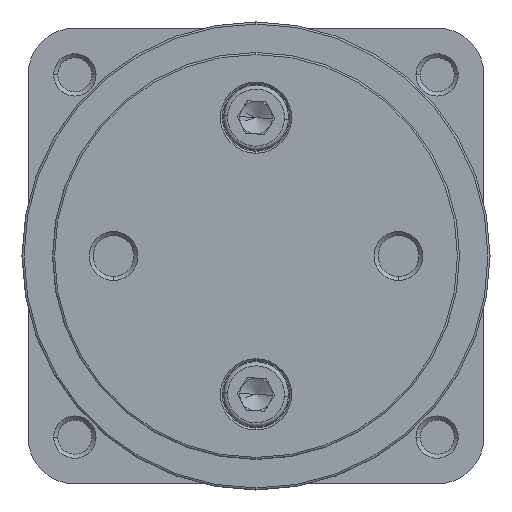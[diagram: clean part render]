
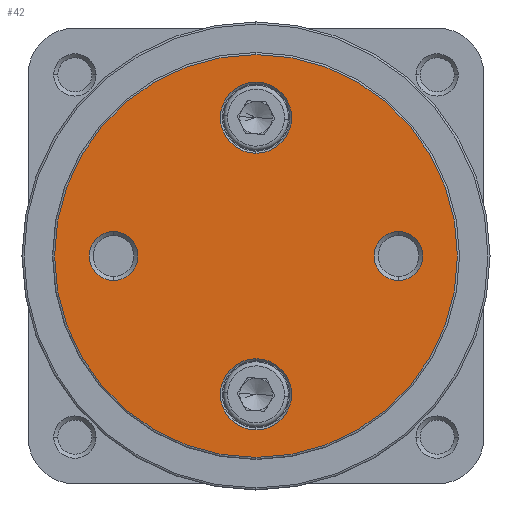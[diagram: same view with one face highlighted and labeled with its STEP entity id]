
A CAD part, left-side view. The second image highlights one B-rep face of the part: STEP entity #42.
In plain terms, the highlighted planar face has unit normal (-1, 0, 0).
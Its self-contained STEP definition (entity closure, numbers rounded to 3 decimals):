
#42 = ADVANCED_FACE ( 'NONE', ( #795, #801, #803, #805, #791 ), #7632, .F. ) ;
#791 = FACE_BOUND ( 'NONE', #1474, .T. ) ;
#795 = FACE_OUTER_BOUND ( 'NONE', #1608, .T. ) ;
#801 = FACE_BOUND ( 'NONE', #1587, .T. ) ;
#803 = FACE_BOUND ( 'NONE', #1499, .T. ) ;
#805 = FACE_BOUND ( 'NONE', #1536, .T. ) ;
#1474 = EDGE_LOOP ( 'NONE', ( #2258, #1903 ) ) ;
#1499 = EDGE_LOOP ( 'NONE', ( #1784, #2218 ) ) ;
#1536 = EDGE_LOOP ( 'NONE', ( #1867, #2186 ) ) ;
#1587 = EDGE_LOOP ( 'NONE', ( #1697, #1811 ) ) ;
#1608 = EDGE_LOOP ( 'NONE', ( #2176, #2182 ) ) ;
#1697 = ORIENTED_EDGE ( 'NONE', *, *, #1943, .T. ) ;
#1784 = ORIENTED_EDGE ( 'NONE', *, *, #2015, .T. ) ;
#1805 = EDGE_CURVE ( 'NONE', #7141, #7142, #4300, .T. ) ;
#1811 = ORIENTED_EDGE ( 'NONE', *, *, #2124, .T. ) ;
#1844 = EDGE_CURVE ( 'NONE', #7142, #7141, #4335, .T. ) ;
#1867 = ORIENTED_EDGE ( 'NONE', *, *, #2080, .T. ) ;
#1903 = ORIENTED_EDGE ( 'NONE', *, *, #2045, .T. ) ;
#1943 = EDGE_CURVE ( 'NONE', #7168, #7167, #4440, .T. ) ;
#1995 = EDGE_CURVE ( 'NONE', #7199, #7200, #4498, .T. ) ;
#2015 = EDGE_CURVE ( 'NONE', #7164, #7163, #4527, .T. ) ;
#2017 = EDGE_CURVE ( 'NONE', #7196, #7195, #4529, .T. ) ;
#2028 = EDGE_CURVE ( 'NONE', #7163, #7164, #4540, .T. ) ;
#2045 = EDGE_CURVE ( 'NONE', #7195, #7196, #4564, .T. ) ;
#2080 = EDGE_CURVE ( 'NONE', #7200, #7199, #4609, .T. ) ;
#2124 = EDGE_CURVE ( 'NONE', #7167, #7168, #4666, .T. ) ;
#2176 = ORIENTED_EDGE ( 'NONE', *, *, #1844, .T. ) ;
#2182 = ORIENTED_EDGE ( 'NONE', *, *, #1805, .T. ) ;
#2186 = ORIENTED_EDGE ( 'NONE', *, *, #1995, .T. ) ;
#2218 = ORIENTED_EDGE ( 'NONE', *, *, #2028, .T. ) ;
#2258 = ORIENTED_EDGE ( 'NONE', *, *, #2017, .T. ) ;
#2365 = AXIS2_PLACEMENT_3D ( 'NONE', #7623, #7635, #7636 ) ;
#2666 = AXIS2_PLACEMENT_3D ( 'NONE', #3239, #3250, #3251 ) ;
#2680 = AXIS2_PLACEMENT_3D ( 'NONE', #3316, #3317, #3318 ) ;
#2723 = AXIS2_PLACEMENT_3D ( 'NONE', #3498, #3504, #3505 ) ;
#2749 = AXIS2_PLACEMENT_3D ( 'NONE', #3610, #3611, #3612 ) ;
#2755 = AXIS2_PLACEMENT_3D ( 'NONE', #3654, #3655, #3656 ) ;
#2758 = AXIS2_PLACEMENT_3D ( 'NONE', #3659, #3660, #3661 ) ;
#2761 = AXIS2_PLACEMENT_3D ( 'NONE', #3680, #3682, #3683 ) ;
#2770 = AXIS2_PLACEMENT_3D ( 'NONE', #3719, #3720, #3721 ) ;
#2782 = AXIS2_PLACEMENT_3D ( 'NONE', #3792, #3795, #3796 ) ;
#2808 = AXIS2_PLACEMENT_3D ( 'NONE', #3890, #3898, #3899 ) ;
#3239 = CARTESIAN_POINT ( 'NONE',  ( 0., 0., 0. ) ) ;
#3250 = DIRECTION ( 'NONE',  ( -1., 0., 0. ) ) ;
#3251 = DIRECTION ( 'NONE',  ( 0., 0., -1. ) ) ;
#3316 = CARTESIAN_POINT ( 'NONE',  ( 0., 0., 0. ) ) ;
#3317 = DIRECTION ( 'NONE',  ( -1., 0., 0. ) ) ;
#3318 = DIRECTION ( 'NONE',  ( 0., 0., -1. ) ) ;
#3498 = CARTESIAN_POINT ( 'NONE',  ( 0., 0., -34. ) ) ;
#3504 = DIRECTION ( 'NONE',  ( 1., 0., 0. ) ) ;
#3505 = DIRECTION ( 'NONE',  ( 0., 0., -1. ) ) ;
#3610 = CARTESIAN_POINT ( 'NONE',  ( 0., -35., 0. ) ) ;
#3611 = DIRECTION ( 'NONE',  ( 1., 0., 0. ) ) ;
#3612 = DIRECTION ( 'NONE',  ( 0., 0., -1. ) ) ;
#3654 = CARTESIAN_POINT ( 'NONE',  ( 0., 0., 34. ) ) ;
#3655 = DIRECTION ( 'NONE',  ( 1., 0., 0. ) ) ;
#3656 = DIRECTION ( 'NONE',  ( 0., 0., -1. ) ) ;
#3659 = CARTESIAN_POINT ( 'NONE',  ( 0., 35., 0. ) ) ;
#3660 = DIRECTION ( 'NONE',  ( 1., 0., 0. ) ) ;
#3661 = DIRECTION ( 'NONE',  ( 0., 0., -1. ) ) ;
#3680 = CARTESIAN_POINT ( 'NONE',  ( 0., 0., 34. ) ) ;
#3682 = DIRECTION ( 'NONE',  ( 1., 0., 0. ) ) ;
#3683 = DIRECTION ( 'NONE',  ( 0., 0., -1. ) ) ;
#3719 = CARTESIAN_POINT ( 'NONE',  ( 0., 35., 0. ) ) ;
#3720 = DIRECTION ( 'NONE',  ( 1., 0., 0. ) ) ;
#3721 = DIRECTION ( 'NONE',  ( 0., 0., -1. ) ) ;
#3792 = CARTESIAN_POINT ( 'NONE',  ( 0., -35., 0. ) ) ;
#3795 = DIRECTION ( 'NONE',  ( 1., 0., 0. ) ) ;
#3796 = DIRECTION ( 'NONE',  ( 0., 0., -1. ) ) ;
#3890 = CARTESIAN_POINT ( 'NONE',  ( 0., 0., -34. ) ) ;
#3898 = DIRECTION ( 'NONE',  ( 1., 0., 0. ) ) ;
#3899 = DIRECTION ( 'NONE',  ( 0., 0., -1. ) ) ;
#4300 = CIRCLE ( 'NONE', #2666, 49.5 ) ;
#4335 = CIRCLE ( 'NONE', #2680, 49.5 ) ;
#4440 = CIRCLE ( 'NONE', #2723, 8.75 ) ;
#4498 = CIRCLE ( 'NONE', #2749, 6. ) ;
#4527 = CIRCLE ( 'NONE', #2755, 8.75 ) ;
#4529 = CIRCLE ( 'NONE', #2758, 6. ) ;
#4540 = CIRCLE ( 'NONE', #2761, 8.75 ) ;
#4564 = CIRCLE ( 'NONE', #2770, 6. ) ;
#4609 = CIRCLE ( 'NONE', #2782, 6. ) ;
#4666 = CIRCLE ( 'NONE', #2808, 8.75 ) ;
#5715 = CARTESIAN_POINT ( 'NONE',  ( 0., 0., 49.5 ) ) ;
#5716 = CARTESIAN_POINT ( 'NONE',  ( 0., 0., -49.5 ) ) ;
#5737 = CARTESIAN_POINT ( 'NONE',  ( 0., 0., 25.25 ) ) ;
#5738 = CARTESIAN_POINT ( 'NONE',  ( 0., 0., 42.75 ) ) ;
#5741 = CARTESIAN_POINT ( 'NONE',  ( 0., 0., -42.75 ) ) ;
#5742 = CARTESIAN_POINT ( 'NONE',  ( 0., 0., -25.25 ) ) ;
#5769 = CARTESIAN_POINT ( 'NONE',  ( 0., 35., -6. ) ) ;
#5770 = CARTESIAN_POINT ( 'NONE',  ( 0., 35., 6. ) ) ;
#5773 = CARTESIAN_POINT ( 'NONE',  ( 0., -35., -6. ) ) ;
#5774 = CARTESIAN_POINT ( 'NONE',  ( 0., -35., 6. ) ) ;
#7141 = VERTEX_POINT ( 'NONE', #5715 ) ;
#7142 = VERTEX_POINT ( 'NONE', #5716 ) ;
#7163 = VERTEX_POINT ( 'NONE', #5737 ) ;
#7164 = VERTEX_POINT ( 'NONE', #5738 ) ;
#7167 = VERTEX_POINT ( 'NONE', #5741 ) ;
#7168 = VERTEX_POINT ( 'NONE', #5742 ) ;
#7195 = VERTEX_POINT ( 'NONE', #5769 ) ;
#7196 = VERTEX_POINT ( 'NONE', #5770 ) ;
#7199 = VERTEX_POINT ( 'NONE', #5773 ) ;
#7200 = VERTEX_POINT ( 'NONE', #5774 ) ;
#7623 = CARTESIAN_POINT ( 'NONE',  ( 0., 0., 0. ) ) ;
#7632 = PLANE ( 'NONE',  #2365 ) ;
#7635 = DIRECTION ( 'NONE',  ( 1., 0., 0. ) ) ;
#7636 = DIRECTION ( 'NONE',  ( 0., 0., -1. ) ) ;
